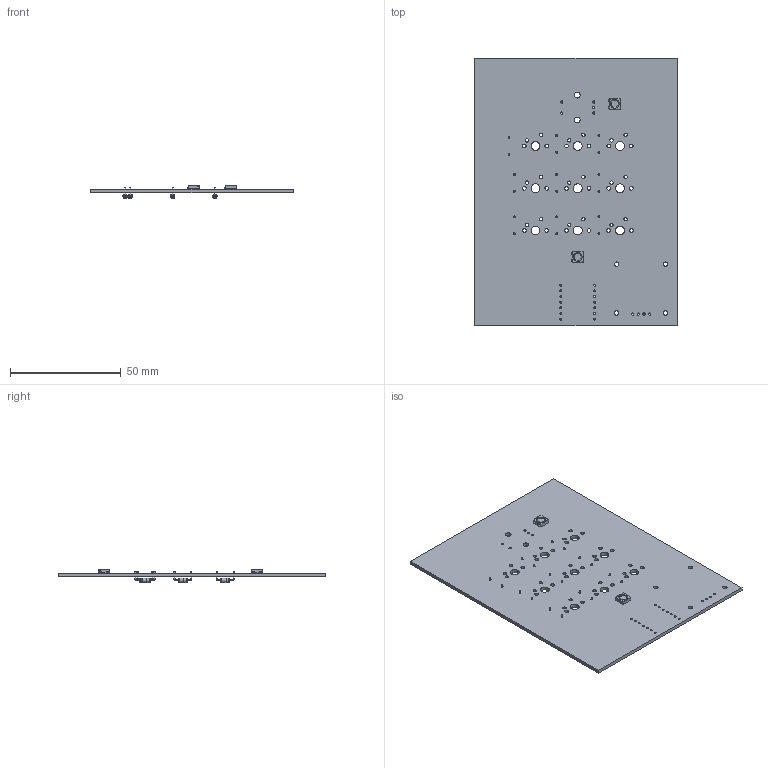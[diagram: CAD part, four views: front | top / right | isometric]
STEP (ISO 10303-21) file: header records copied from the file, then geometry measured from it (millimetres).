
FILE_DESCRIPTION(('KiCad electronic assembly'),'2;1');
FILE_NAME('HACKPad.step','2025-02-18T21:29:55',('Pcbnew'),('Kicad'), 'Open CASCADE STEP processor 7.8','KiCad to STEP converter','Unknown' );
FILE_SCHEMA(('AUTOMOTIVE_DESIGN { 1 0 10303 214 1 1 1 1 }'));
Length unit declared in the file: millimetre
Products named in the file (6): HACKPad 1; LED_SK6812_PLCC4_5.0x5.0mm_P3.2mm; LED_SK6812_PLCC4_50x50mm_P32mm; D_DO-35_SOD27_P7.62mm_Horizontal; HACKPad_PCB
Assembly tree (14 placements, depth 3):
  HACKPad 1
    LED_SK6812_PLCC4_5.0x5.0mm_P3.2mm  x2
      LED_SK6812_PLCC4_50x50mm_P32mm
    D_DO-35_SOD27_P7.62mm_Horizontal  x9
      D_DO-35_SOD27_P7.62mm_Horizontal
    HACKPad_PCB
Bounding box: 91.29 x 120.45 x 5.91 mm (x, y, z)
Volume: 17428.7 mm3; surface area: 23581.9 mm2
Topology: 21 solids, 21 shells, 378 faces, 906 edges, 582 vertices
Faces by surface type: cylinder 190, plane 150, torus 36, cone 2
Full cylindrical faces by diameter (mm): 0.5 x27, 0.8 x18, 0.889 x14, 1 x9, 1.5 x18, 1.7 x18, 2 x22, 2.02 x9, 2.6 x2, 3.333 x2, 4 x9
Entity records: 7137 total; most frequent: DIRECTION 1149, CARTESIAN_POINT 1048, ORIENTED_EDGE 1026, EDGE_CURVE 513, AXIS2_PLACEMENT_3D 439, FACE_BOUND 373, EDGE_LOOP 373, VERTEX_POINT 338
